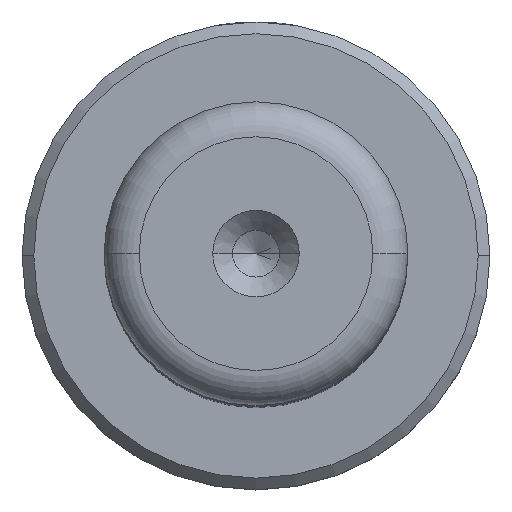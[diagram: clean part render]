
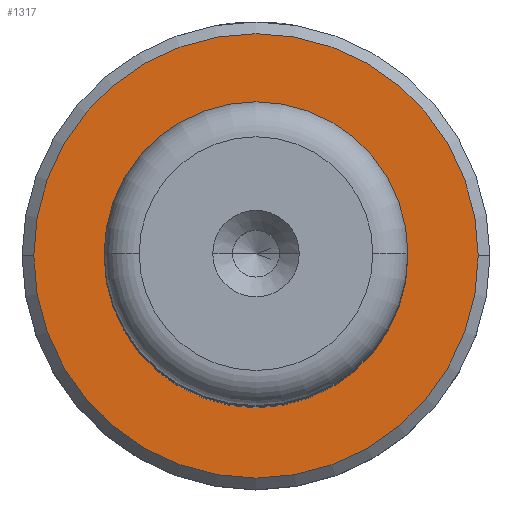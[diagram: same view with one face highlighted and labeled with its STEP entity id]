
A CAD part, top view. The second image highlights one B-rep face of the part: STEP entity #1317.
In plain terms, the highlighted planar face has unit normal (0, 0, 1).
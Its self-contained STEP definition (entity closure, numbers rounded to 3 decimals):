
#68 = VERTEX_POINT ( 'NONE', #819 ) ;
#138 = AXIS2_PLACEMENT_3D ( 'NONE', #370, #1816, #581 ) ;
#210 = DIRECTION ( 'NONE',  ( 0., 0., 1. ) ) ;
#217 = FACE_BOUND ( 'NONE', #699, .T. ) ;
#247 = CARTESIAN_POINT ( 'NONE',  ( -9.5, 0., 15. ) ) ;
#370 = CARTESIAN_POINT ( 'NONE',  ( 0., 0., 15. ) ) ;
#402 = VERTEX_POINT ( 'NONE', #1737 ) ;
#475 = CARTESIAN_POINT ( 'NONE',  ( 0., 0., 15. ) ) ;
#581 = DIRECTION ( 'NONE',  ( 1., 0., 0. ) ) ;
#693 = DIRECTION ( 'NONE',  ( 1., 0., 0. ) ) ;
#699 = EDGE_LOOP ( 'NONE', ( #2345, #1663 ) ) ;
#742 = ORIENTED_EDGE ( 'NONE', *, *, #1468, .T. ) ;
#804 = AXIS2_PLACEMENT_3D ( 'NONE', #868, #2298, #1070 ) ;
#819 = CARTESIAN_POINT ( 'NONE',  ( 5.995, 0., 15. ) ) ;
#868 = CARTESIAN_POINT ( 'NONE',  ( 0., 0., 15. ) ) ;
#936 = CIRCLE ( 'NONE', #1713, 9.5 ) ;
#1024 = EDGE_CURVE ( 'NONE', #2529, #68, #1362, .T. ) ;
#1029 = CARTESIAN_POINT ( 'NONE',  ( -5.995, 0., 15. ) ) ;
#1070 = DIRECTION ( 'NONE',  ( -1., 0., 0. ) ) ;
#1110 = DIRECTION ( 'NONE',  ( 0., 0., -1. ) ) ;
#1317 = ADVANCED_FACE ( 'NONE', ( #2364, #217 ), #2679, .T. ) ;
#1362 = CIRCLE ( 'NONE', #804, 5.995 ) ;
#1405 = VERTEX_POINT ( 'NONE', #247 ) ;
#1468 = EDGE_CURVE ( 'NONE', #402, #1405, #936, .T. ) ;
#1470 = EDGE_CURVE ( 'NONE', #68, #2529, #2626, .T. ) ;
#1663 = ORIENTED_EDGE ( 'NONE', *, *, #1024, .T. ) ;
#1666 = DIRECTION ( 'NONE',  ( 1., 0., 0. ) ) ;
#1713 = AXIS2_PLACEMENT_3D ( 'NONE', #475, #1928, #693 ) ;
#1737 = CARTESIAN_POINT ( 'NONE',  ( 9.5, 0., 15. ) ) ;
#1816 = DIRECTION ( 'NONE',  ( 0., 0., 1. ) ) ;
#1859 = AXIS2_PLACEMENT_3D ( 'NONE', #2348, #1110, #2539 ) ;
#1928 = DIRECTION ( 'NONE',  ( 0., 0., 1. ) ) ;
#2054 = ORIENTED_EDGE ( 'NONE', *, *, #2388, .T. ) ;
#2298 = DIRECTION ( 'NONE',  ( 0., 0., -1. ) ) ;
#2345 = ORIENTED_EDGE ( 'NONE', *, *, #1470, .T. ) ;
#2348 = CARTESIAN_POINT ( 'NONE',  ( 0., 0., 15. ) ) ;
#2364 = FACE_OUTER_BOUND ( 'NONE', #2440, .T. ) ;
#2388 = EDGE_CURVE ( 'NONE', #1405, #402, #2673, .T. ) ;
#2440 = EDGE_LOOP ( 'NONE', ( #2054, #742 ) ) ;
#2456 = AXIS2_PLACEMENT_3D ( 'NONE', #2479, #210, #1666 ) ;
#2479 = CARTESIAN_POINT ( 'NONE',  ( 0., 0., 15. ) ) ;
#2529 = VERTEX_POINT ( 'NONE', #1029 ) ;
#2539 = DIRECTION ( 'NONE',  ( -1., 0., 0. ) ) ;
#2626 = CIRCLE ( 'NONE', #1859, 5.995 ) ;
#2673 = CIRCLE ( 'NONE', #138, 9.5 ) ;
#2679 = PLANE ( 'NONE',  #2456 ) ;
